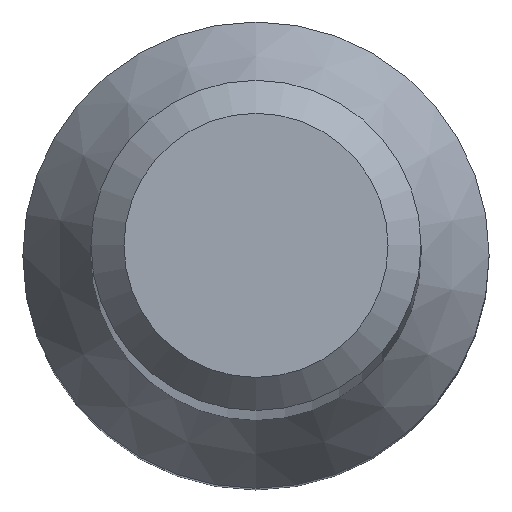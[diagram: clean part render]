
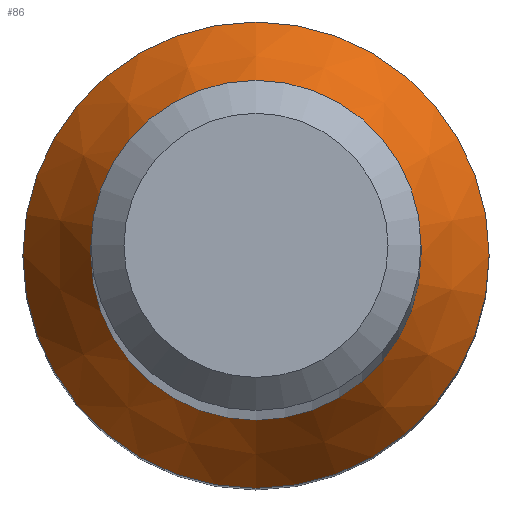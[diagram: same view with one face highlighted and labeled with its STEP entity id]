
A CAD part, top view. The second image highlights one B-rep face of the part: STEP entity #86.
In plain terms, the highlighted conical face has half-angle 30 degrees and reference radius 2.825 mm.
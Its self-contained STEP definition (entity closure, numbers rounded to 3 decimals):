
#9 = VERTEX_POINT ( 'NONE', #83 ) ;
#11 = CIRCLE ( 'NONE', #36, 2.825 ) ;
#22 = CONICAL_SURFACE ( 'NONE', #228, 2.825, 0.524 ) ;
#23 = EDGE_CURVE ( 'NONE', #9, #9, #11, .T. ) ;
#36 = AXIS2_PLACEMENT_3D ( 'NONE', #137, #39, #43 ) ;
#39 = DIRECTION ( 'NONE',  ( 0., 0., -1. ) ) ;
#43 = DIRECTION ( 'NONE',  ( 0., 1., 0. ) ) ;
#47 = DIRECTION ( 'NONE',  ( 0., 0., -1. ) ) ;
#74 = VERTEX_POINT ( 'NONE', #136 ) ;
#79 = FACE_BOUND ( 'NONE', #202, .T. ) ;
#83 = CARTESIAN_POINT ( 'NONE',  ( 0., 2.825, 12. ) ) ;
#86 = ADVANCED_FACE ( 'NONE', ( #79, #99 ), #22, .T. ) ;
#99 = FACE_OUTER_BOUND ( 'NONE', #221, .T. ) ;
#111 = CARTESIAN_POINT ( 'NONE',  ( 0., 0., 12. ) ) ;
#115 = DIRECTION ( 'NONE',  ( 0., 0., -1. ) ) ;
#136 = CARTESIAN_POINT ( 'NONE',  ( 0., 2., 13.429 ) ) ;
#137 = CARTESIAN_POINT ( 'NONE',  ( 0., 0., 12. ) ) ;
#155 = CIRCLE ( 'NONE', #208, 2. ) ;
#157 = DIRECTION ( 'NONE',  ( 0., 1., 0. ) ) ;
#168 = ORIENTED_EDGE ( 'NONE', *, *, #23, .F. ) ;
#174 = DIRECTION ( 'NONE',  ( 0., 1., 0. ) ) ;
#202 = EDGE_LOOP ( 'NONE', ( #227 ) ) ;
#208 = AXIS2_PLACEMENT_3D ( 'NONE', #231, #47, #157 ) ;
#221 = EDGE_LOOP ( 'NONE', ( #168 ) ) ;
#226 = EDGE_CURVE ( 'NONE', #74, #74, #155, .T. ) ;
#227 = ORIENTED_EDGE ( 'NONE', *, *, #226, .T. ) ;
#228 = AXIS2_PLACEMENT_3D ( 'NONE', #111, #115, #174 ) ;
#231 = CARTESIAN_POINT ( 'NONE',  ( 0., 0., 13.429 ) ) ;
